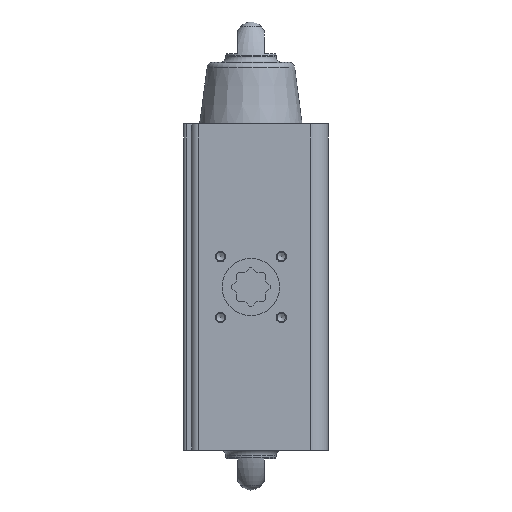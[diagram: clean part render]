
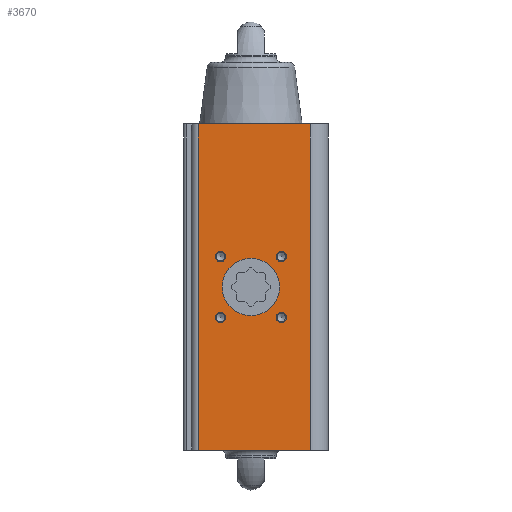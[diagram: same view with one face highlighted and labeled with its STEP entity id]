
A CAD part, front view. The second image highlights one B-rep face of the part: STEP entity #3670.
In plain terms, the highlighted planar face has unit normal (0, -1, 0).
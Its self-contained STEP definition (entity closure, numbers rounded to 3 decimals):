
#118=PLANE('',#3977);
#275=LINE('',#5562,#591);
#280=LINE('',#5589,#596);
#291=LINE('',#5629,#607);
#303=LINE('',#5750,#619);
#591=VECTOR('',#4397,1000.);
#596=VECTOR('',#4428,1000.);
#607=VECTOR('',#4465,1000.);
#619=VECTOR('',#4523,1000.);
#1000=ORIENTED_EDGE('',*,*,#1958,.F.);
#1001=ORIENTED_EDGE('',*,*,#1959,.F.);
#1002=ORIENTED_EDGE('',*,*,#1960,.F.);
#1003=ORIENTED_EDGE('',*,*,#1961,.F.);
#1004=ORIENTED_EDGE('',*,*,#1962,.F.);
#1005=ORIENTED_EDGE('',*,*,#1910,.T.);
#1006=ORIENTED_EDGE('',*,*,#1963,.F.);
#1007=ORIENTED_EDGE('',*,*,#1930,.F.);
#1008=ORIENTED_EDGE('',*,*,#1894,.T.);
#1894=EDGE_CURVE('',#2385,#2384,#275,.T.);
#1910=EDGE_CURVE('',#2384,#2393,#280,.T.);
#1930=EDGE_CURVE('',#2385,#2410,#291,.T.);
#1958=EDGE_CURVE('',#2431,#2431,#2753,.T.);
#1959=EDGE_CURVE('',#2432,#2432,#2754,.T.);
#1960=EDGE_CURVE('',#2433,#2433,#2755,.T.);
#1961=EDGE_CURVE('',#2434,#2434,#2756,.T.);
#1962=EDGE_CURVE('',#2435,#2435,#2757,.T.);
#1963=EDGE_CURVE('',#2410,#2393,#303,.T.);
#2384=VERTEX_POINT('',#5561);
#2385=VERTEX_POINT('',#5563);
#2393=VERTEX_POINT('',#5588);
#2410=VERTEX_POINT('',#5630);
#2431=VERTEX_POINT('',#5741);
#2432=VERTEX_POINT('',#5743);
#2433=VERTEX_POINT('',#5745);
#2434=VERTEX_POINT('',#5747);
#2435=VERTEX_POINT('',#5749);
#2753=CIRCLE('',#3978,2.5);
#2754=CIRCLE('',#3979,2.5);
#2755=CIRCLE('',#3980,2.5);
#2756=CIRCLE('',#3981,2.5);
#2757=CIRCLE('',#3982,14.);
#2916=EDGE_LOOP('',(#1000));
#2917=EDGE_LOOP('',(#1001));
#2918=EDGE_LOOP('',(#1002));
#2919=EDGE_LOOP('',(#1003));
#2920=EDGE_LOOP('',(#1004));
#2921=EDGE_LOOP('',(#1005,#1006,#1007,#1008));
#3264=FACE_BOUND('',#2916,.T.);
#3265=FACE_BOUND('',#2917,.T.);
#3266=FACE_BOUND('',#2918,.T.);
#3267=FACE_BOUND('',#2919,.T.);
#3268=FACE_BOUND('',#2920,.T.);
#3269=FACE_BOUND('',#2921,.T.);
#3670=ADVANCED_FACE('',(#3264,#3265,#3266,#3267,#3268,#3269),#118,.F.);
#3977=AXIS2_PLACEMENT_3D('',#5739,#4511,#4512);
#3978=AXIS2_PLACEMENT_3D('',#5740,#4513,#4514);
#3979=AXIS2_PLACEMENT_3D('',#5742,#4515,#4516);
#3980=AXIS2_PLACEMENT_3D('',#5744,#4517,#4518);
#3981=AXIS2_PLACEMENT_3D('',#5746,#4519,#4520);
#3982=AXIS2_PLACEMENT_3D('',#5748,#4521,#4522);
#4397=DIRECTION('',(0.,0.,-1.));
#4428=DIRECTION('',(1.,0.,0.));
#4465=DIRECTION('',(1.,0.,0.));
#4511=DIRECTION('',(0.,1.,0.));
#4512=DIRECTION('',(0.,0.,1.));
#4513=DIRECTION('',(0.,-1.,0.));
#4514=DIRECTION('',(0.,0.,-1.));
#4515=DIRECTION('',(0.,-1.,0.));
#4516=DIRECTION('',(0.,0.,-1.));
#4517=DIRECTION('',(0.,-1.,0.));
#4518=DIRECTION('',(0.,0.,-1.));
#4519=DIRECTION('',(0.,-1.,0.));
#4520=DIRECTION('',(0.,0.,-1.));
#4521=DIRECTION('',(0.,-1.,0.));
#4522=DIRECTION('',(0.,0.,-1.));
#4523=DIRECTION('',(0.,0.,-1.));
#5561=CARTESIAN_POINT('',(-25.68,-37.7,-79.6));
#5562=CARTESIAN_POINT('',(-25.68,-37.7,79.6));
#5563=CARTESIAN_POINT('',(-25.68,-37.7,79.6));
#5588=CARTESIAN_POINT('',(28.9,-37.7,-79.6));
#5589=CARTESIAN_POINT('',(-25.68,-37.7,-79.6));
#5629=CARTESIAN_POINT('',(-25.68,-37.7,79.6));
#5630=CARTESIAN_POINT('',(28.9,-37.7,79.6));
#5739=CARTESIAN_POINT('',(-25.68,-37.7,79.6));
#5740=CARTESIAN_POINT('',(-14.849,-37.7,14.849));
#5741=CARTESIAN_POINT('',(-14.849,-37.7,12.349));
#5742=CARTESIAN_POINT('',(14.849,-37.7,14.849));
#5743=CARTESIAN_POINT('',(14.849,-37.7,12.349));
#5744=CARTESIAN_POINT('',(14.849,-37.7,-14.849));
#5745=CARTESIAN_POINT('',(14.849,-37.7,-17.349));
#5746=CARTESIAN_POINT('',(-14.849,-37.7,-14.849));
#5747=CARTESIAN_POINT('',(-14.849,-37.7,-17.349));
#5748=CARTESIAN_POINT('',(0.,-37.7,0.));
#5749=CARTESIAN_POINT('',(0.,-37.7,-14.));
#5750=CARTESIAN_POINT('',(28.9,-37.7,79.6));
